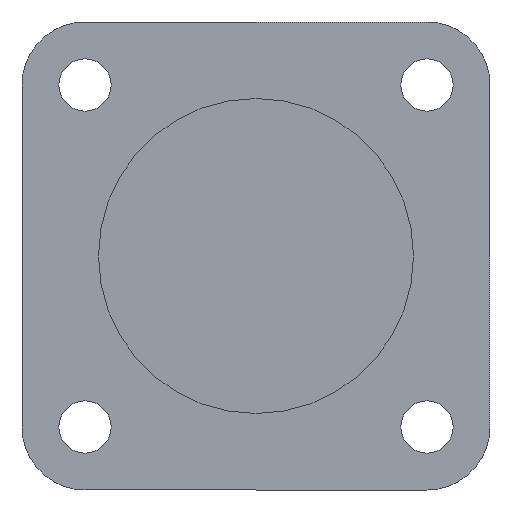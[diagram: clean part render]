
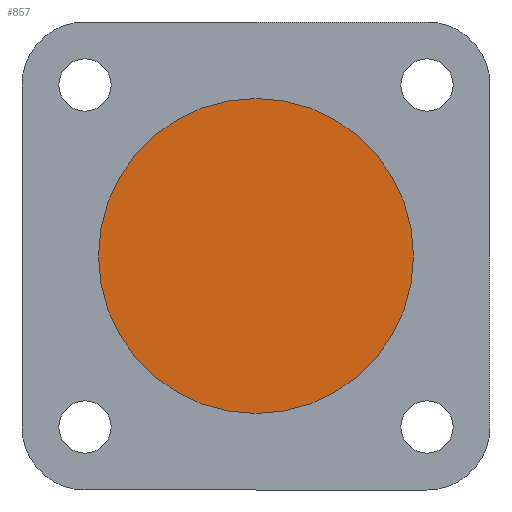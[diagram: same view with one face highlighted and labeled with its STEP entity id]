
A CAD part, front view. The second image highlights one B-rep face of the part: STEP entity #857.
In plain terms, the highlighted planar face has unit normal (0, -1, 0).
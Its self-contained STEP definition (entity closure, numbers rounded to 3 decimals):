
#32 = AXIS2_PLACEMENT_3D ( 'NONE', #553, #128, #632 ) ;
#128 = DIRECTION ( 'NONE',  ( 0., -1., 0. ) ) ;
#132 = PLANE ( 'NONE',  #311 ) ;
#137 = EDGE_LOOP ( 'NONE', ( #851, #705 ) ) ;
#164 = DIRECTION ( 'NONE',  ( 0., -1., 0. ) ) ;
#258 = CIRCLE ( 'NONE', #32, 17.5 ) ;
#271 = DIRECTION ( 'NONE',  ( 0., -1., 0. ) ) ;
#282 = CARTESIAN_POINT ( 'NONE',  ( 0., 7., -17.5 ) ) ;
#303 = CIRCLE ( 'NONE', #833, 17.5 ) ;
#311 = AXIS2_PLACEMENT_3D ( 'NONE', #399, #271, #785 ) ;
#320 = CARTESIAN_POINT ( 'NONE',  ( 0., 7., 17.5 ) ) ;
#363 = VERTEX_POINT ( 'NONE', #282 ) ;
#399 = CARTESIAN_POINT ( 'NONE',  ( 0., 7., 0. ) ) ;
#553 = CARTESIAN_POINT ( 'NONE',  ( 0., 7., 0. ) ) ;
#576 = EDGE_CURVE ( 'NONE', #736, #363, #303, .T. ) ;
#592 = CARTESIAN_POINT ( 'NONE',  ( 0., 7., 0. ) ) ;
#632 = DIRECTION ( 'NONE',  ( 0., 0., -1. ) ) ;
#669 = DIRECTION ( 'NONE',  ( 0., 0., -1. ) ) ;
#705 = ORIENTED_EDGE ( 'NONE', *, *, #576, .T. ) ;
#721 = FACE_OUTER_BOUND ( 'NONE', #137, .T. ) ;
#736 = VERTEX_POINT ( 'NONE', #320 ) ;
#785 = DIRECTION ( 'NONE',  ( 0., 0., -1. ) ) ;
#833 = AXIS2_PLACEMENT_3D ( 'NONE', #592, #164, #669 ) ;
#851 = ORIENTED_EDGE ( 'NONE', *, *, #895, .T. ) ;
#857 = ADVANCED_FACE ( 'NONE', ( #721 ), #132, .T. ) ;
#895 = EDGE_CURVE ( 'NONE', #363, #736, #258, .T. ) ;
